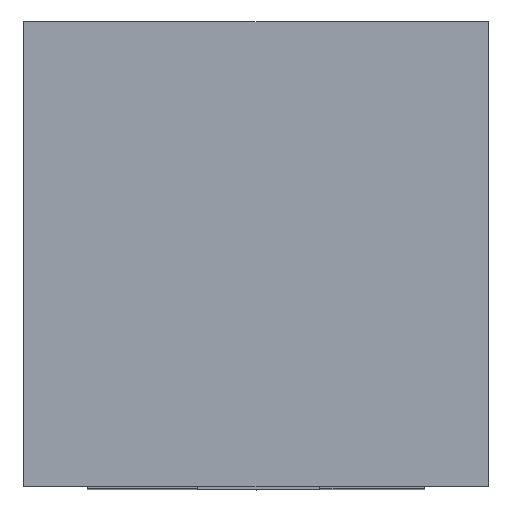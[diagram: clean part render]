
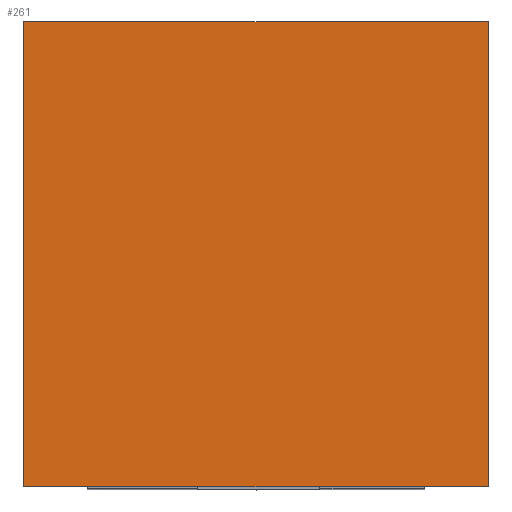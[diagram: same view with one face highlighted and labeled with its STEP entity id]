
A CAD part, top view. The second image highlights one B-rep face of the part: STEP entity #261.
In plain terms, the highlighted face is planar.
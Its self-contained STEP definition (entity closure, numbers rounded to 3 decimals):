
#261=ADVANCED_FACE('',(#398),#400,.F.);
#398=FACE_BOUND('',#399,.T.);
#399=EDGE_LOOP('',(#619,#620,#621,#622));
#400=PLANE('',#401);
#401=AXIS2_PLACEMENT_3D('',#402,#403,#404);
#402=CARTESIAN_POINT('',(0.,0.,0.));
#403=DIRECTION('',(0.,1.,0.));
#404=DIRECTION('',(-1.,0.,0.));
#619=ORIENTED_EDGE('',*,*,#751,.F.);
#620=ORIENTED_EDGE('',*,*,#752,.F.);
#621=ORIENTED_EDGE('',*,*,#753,.F.);
#622=ORIENTED_EDGE('',*,*,#754,.F.);
#751=EDGE_CURVE('',#859,#860,#861,.T.);
#752=EDGE_CURVE('',#862,#859,#863,.T.);
#753=EDGE_CURVE('',#864,#862,#865,.T.);
#754=EDGE_CURVE('',#860,#864,#866,.T.);
#859=VERTEX_POINT('',#1075);
#860=VERTEX_POINT('',#1076);
#861=LINE('',#1077,#1078);
#862=VERTEX_POINT('',#1080);
#863=LINE('',#1081,#1082);
#864=VERTEX_POINT('',#1084);
#865=LINE('',#1085,#1086);
#866=LINE('',#1088,#1089);
#1075=CARTESIAN_POINT('',(40.,0.,-40.));
#1076=CARTESIAN_POINT('',(-40.,0.,-40.));
#1077=CARTESIAN_POINT('',(40.,0.,-40.));
#1078=VECTOR('',#1079,1.);
#1079=DIRECTION('',(-1.,0.,0.));
#1080=CARTESIAN_POINT('',(40.,0.,40.));
#1081=CARTESIAN_POINT('',(40.,0.,40.));
#1082=VECTOR('',#1083,1.);
#1083=DIRECTION('',(0.,0.,-1.));
#1084=CARTESIAN_POINT('',(-40.,0.,40.));
#1085=CARTESIAN_POINT('',(-40.,0.,40.));
#1086=VECTOR('',#1087,1.);
#1087=DIRECTION('',(1.,0.,0.));
#1088=CARTESIAN_POINT('',(-40.,0.,-40.));
#1089=VECTOR('',#1090,1.);
#1090=DIRECTION('',(0.,0.,1.));
